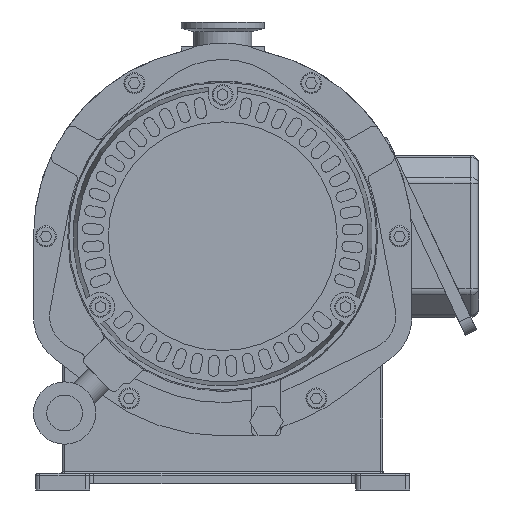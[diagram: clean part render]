
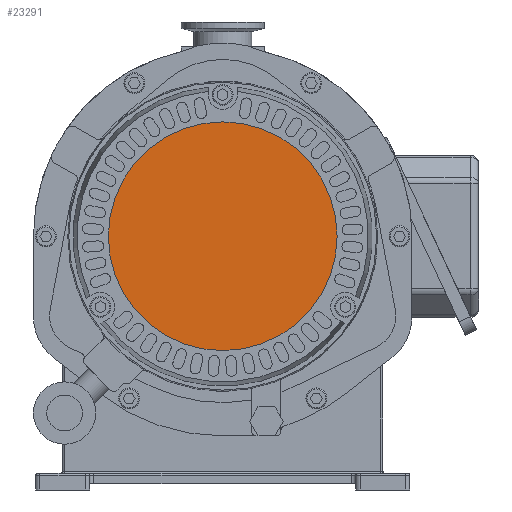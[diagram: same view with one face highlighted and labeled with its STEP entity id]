
A CAD part, front view. The second image highlights one B-rep face of the part: STEP entity #23291.
In plain terms, the highlighted planar face has unit normal (0, -1, 0).
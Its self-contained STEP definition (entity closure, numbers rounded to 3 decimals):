
#23260=CARTESIAN_POINT('',(55.0,-103.9,122.));
#23261=VERTEX_POINT('',#23260);
#23262=CARTESIAN_POINT('',(0.0,-103.9,122.));
#23263=DIRECTION('',(0.0,-1.0,0.0));
#23264=DIRECTION('',(-1.0,0.0,0.0));
#23265=AXIS2_PLACEMENT_3D('',#23262,#23263,#23264);
#23266=CIRCLE('',#23265,55.0);
#23267=EDGE_CURVE('',#23261,#23261,#23266,.T.);
#23283=CARTESIAN_POINT('',(0.0,-103.9,122.));
#23284=DIRECTION('',(0.0,1.0,0.0));
#23285=DIRECTION('',(0.0,0.0,1.0));
#23286=AXIS2_PLACEMENT_3D('',#23283,#23284,#23285);
#23287=PLANE('',#23286);
#23288=ORIENTED_EDGE('',*,*,#23267,.T.);
#23289=EDGE_LOOP('',(#23288));
#23290=FACE_OUTER_BOUND('',#23289,.T.);
#23291=ADVANCED_FACE('',(#23290),#23287,.F.);
